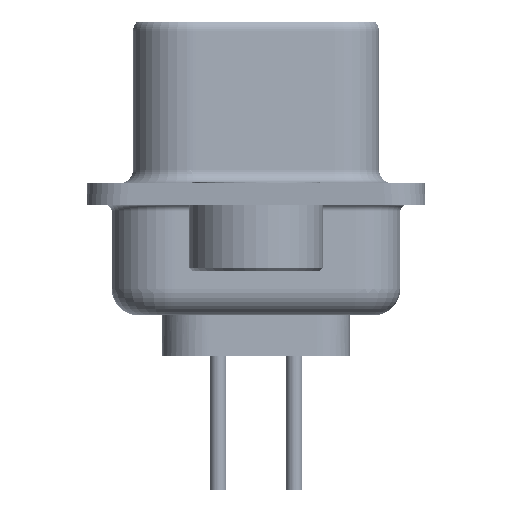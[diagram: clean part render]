
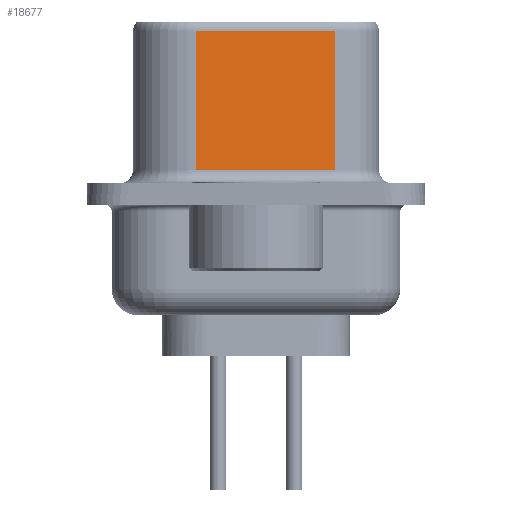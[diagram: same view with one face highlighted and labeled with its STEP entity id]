
A CAD part, left-side view. The second image highlights one B-rep face of the part: STEP entity #18677.
In plain terms, the highlighted planar face has unit normal (-0.985, -0.174, 0).
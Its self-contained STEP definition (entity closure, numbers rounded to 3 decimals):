
#93 = CARTESIAN_POINT ( 'NONE',  ( 4.58, -2.927, 6.05 ) ) ;
#372 = FACE_OUTER_BOUND ( 'NONE', #10383, .T. ) ;
#774 = CARTESIAN_POINT ( 'NONE',  ( 4.58, -2.927, 6.05 ) ) ;
#2256 = DIRECTION ( 'NONE',  ( 0., 0., -1. ) ) ;
#2715 = VECTOR ( 'NONE', #2256, 1000. ) ;
#2863 = LINE ( 'NONE', #774, #19101 ) ;
#3987 = CARTESIAN_POINT ( 'NONE',  ( 4.58, -2.927, 0.9 ) ) ;
#5037 = EDGE_CURVE ( 'NONE', #23915, #27864, #2863, .T. ) ;
#5554 = ORIENTED_EDGE ( 'NONE', *, *, #15785, .T. ) ;
#6190 = CARTESIAN_POINT ( 'NONE',  ( 3.67, 2.233, 6.55 ) ) ;
#7209 = CARTESIAN_POINT ( 'NONE',  ( 4.58, -2.927, 6.55 ) ) ;
#7352 = VERTEX_POINT ( 'NONE', #3987 ) ;
#8498 = CARTESIAN_POINT ( 'NONE',  ( 4.58, -2.927, 6.55 ) ) ;
#9762 = DIRECTION ( 'NONE',  ( 0.174, -0.985, 0. ) ) ;
#10383 = EDGE_LOOP ( 'NONE', ( #13452, #13619, #5554, #25662 ) ) ;
#10658 = LINE ( 'NONE', #6190, #10928 ) ;
#10928 = VECTOR ( 'NONE', #15261, 1000. ) ;
#12133 = LINE ( 'NONE', #12714, #21284 ) ;
#12671 = AXIS2_PLACEMENT_3D ( 'NONE', #7209, #16273, #25364 ) ;
#12714 = CARTESIAN_POINT ( 'NONE',  ( 4.58, -2.927, 0.9 ) ) ;
#13252 = LINE ( 'NONE', #8498, #2715 ) ;
#13452 = ORIENTED_EDGE ( 'NONE', *, *, #18744, .F. ) ;
#13619 = ORIENTED_EDGE ( 'NONE', *, *, #5037, .T. ) ;
#13852 = CARTESIAN_POINT ( 'NONE',  ( 3.67, 2.233, 0.9 ) ) ;
#15261 = DIRECTION ( 'NONE',  ( 0., 0., -1. ) ) ;
#15785 = EDGE_CURVE ( 'NONE', #27864, #18891, #10658, .T. ) ;
#16273 = DIRECTION ( 'NONE',  ( 0.985, 0.174, 0. ) ) ;
#16812 = DIRECTION ( 'NONE',  ( -0.174, 0.985, 0. ) ) ;
#18677 = ADVANCED_FACE ( 'NONE', ( #372 ), #27581, .F. ) ;
#18744 = EDGE_CURVE ( 'NONE', #23915, #7352, #13252, .T. ) ;
#18891 = VERTEX_POINT ( 'NONE', #13852 ) ;
#19101 = VECTOR ( 'NONE', #16812, 1000. ) ;
#19508 = EDGE_CURVE ( 'NONE', #18891, #7352, #12133, .T. ) ;
#21284 = VECTOR ( 'NONE', #9762, 1000. ) ;
#23304 = CARTESIAN_POINT ( 'NONE',  ( 3.67, 2.233, 6.05 ) ) ;
#23915 = VERTEX_POINT ( 'NONE', #93 ) ;
#25364 = DIRECTION ( 'NONE',  ( -0.174, 0.985, 0. ) ) ;
#25662 = ORIENTED_EDGE ( 'NONE', *, *, #19508, .T. ) ;
#27581 = PLANE ( 'NONE',  #12671 ) ;
#27864 = VERTEX_POINT ( 'NONE', #23304 ) ;
